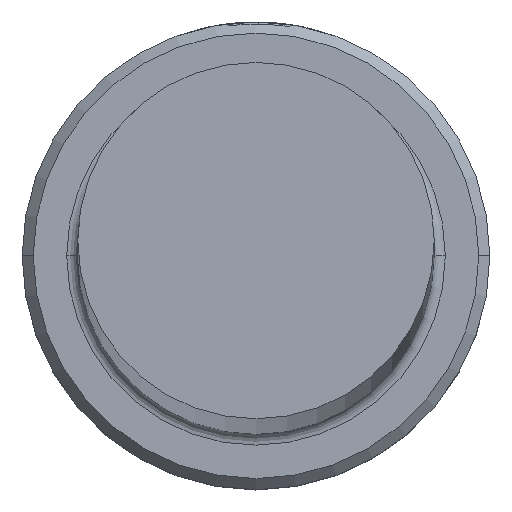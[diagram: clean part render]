
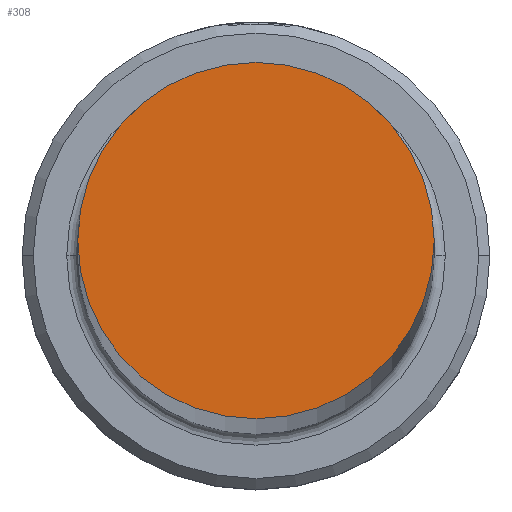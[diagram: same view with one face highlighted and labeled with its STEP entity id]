
A CAD part, top view. The second image highlights one B-rep face of the part: STEP entity #308.
In plain terms, the highlighted planar face has unit normal (0, 0, 1).
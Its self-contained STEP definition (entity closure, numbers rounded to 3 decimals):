
#21 = AXIS2_PLACEMENT_3D ( 'NONE', #57, #715, #161 ) ;
#57 = CARTESIAN_POINT ( 'NONE',  ( 0., 0., 400. ) ) ;
#161 = DIRECTION ( 'NONE',  ( 1., 0., 0. ) ) ;
#198 = CARTESIAN_POINT ( 'NONE',  ( 0., 0., 400. ) ) ;
#200 = ORIENTED_EDGE ( 'NONE', *, *, #1008, .T. ) ;
#247 = CIRCLE ( 'NONE', #961, 8. ) ;
#285 = DIRECTION ( 'NONE',  ( 1., 0., 0. ) ) ;
#308 = ADVANCED_FACE ( 'NONE', ( #387 ), #770, .T. ) ;
#332 = EDGE_LOOP ( 'NONE', ( #449, #200 ) ) ;
#387 = FACE_OUTER_BOUND ( 'NONE', #332, .T. ) ;
#413 = CARTESIAN_POINT ( 'NONE',  ( 8., 0., 400. ) ) ;
#449 = ORIENTED_EDGE ( 'NONE', *, *, #730, .T. ) ;
#475 = VERTEX_POINT ( 'NONE', #413 ) ;
#483 = CARTESIAN_POINT ( 'NONE',  ( 0., 0., 400. ) ) ;
#570 = VERTEX_POINT ( 'NONE', #1149 ) ;
#587 = DIRECTION ( 'NONE',  ( 1., 0., 0. ) ) ;
#715 = DIRECTION ( 'NONE',  ( 0., 0., 1. ) ) ;
#730 = EDGE_CURVE ( 'NONE', #570, #475, #945, .T. ) ;
#762 = DIRECTION ( 'NONE',  ( 0., 0., 1. ) ) ;
#770 = PLANE ( 'NONE',  #985 ) ;
#852 = DIRECTION ( 'NONE',  ( 0., 0., 1. ) ) ;
#945 = CIRCLE ( 'NONE', #21, 8. ) ;
#961 = AXIS2_PLACEMENT_3D ( 'NONE', #198, #852, #285 ) ;
#985 = AXIS2_PLACEMENT_3D ( 'NONE', #483, #762, #587 ) ;
#1008 = EDGE_CURVE ( 'NONE', #475, #570, #247, .T. ) ;
#1149 = CARTESIAN_POINT ( 'NONE',  ( -8., 0., 400. ) ) ;
